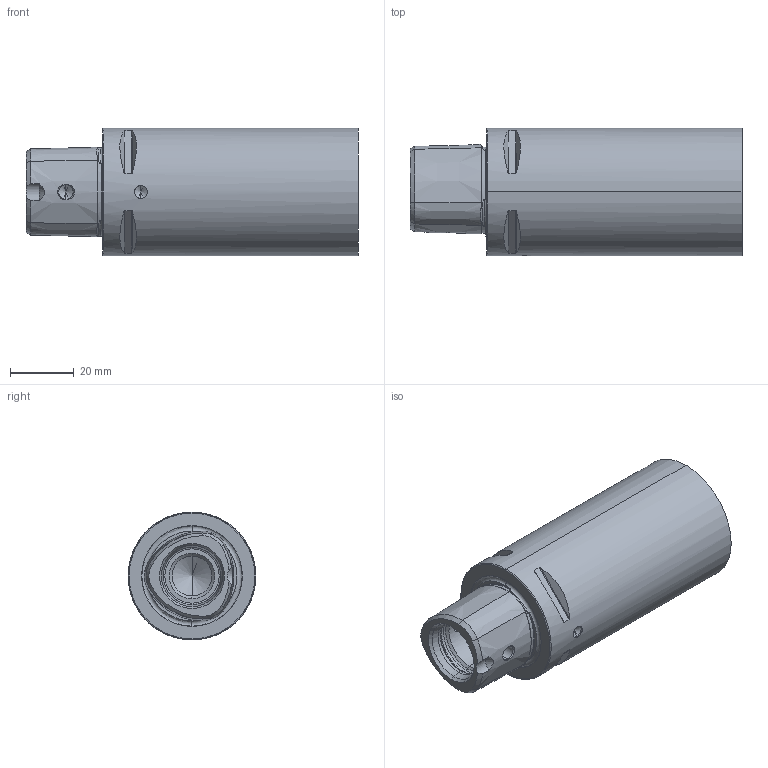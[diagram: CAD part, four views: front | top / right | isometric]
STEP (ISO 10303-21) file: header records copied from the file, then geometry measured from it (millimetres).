
FILE_DESCRIPTION (( 'STEP AP214' ), '1' );
FILE_NAME ('PS4.Ro4.001.080.STEP', '2024-08-22T14:30:33', ( '' ), ( '' ), 'SwSTEP 2.0', 'SolidWorks 2022', '' );
FILE_SCHEMA (( 'AUTOMOTIVE_DESIGN' ));
Length unit declared in the file: millimetre
Products named in the file (1): PS4.Ro4.001.080
Bounding box: 104 x 40 x 40 mm (x, y, z)
Volume: 107151.6 mm3; surface area: 16414.1 mm2
Topology: 1 solids, 1 shells, 130 faces, 312 edges, 184 vertices
Faces by surface type: cone 50, torus 34, cylinder 27, plane 19
Entity records: 4314 total; most frequent: CARTESIAN_POINT 1359, DIRECTION 614, ORIENTED_EDGE 608, EDGE_CURVE 304, AXIS2_PLACEMENT_3D 265, VERTEX_POINT 184, EDGE_LOOP 140, CIRCLE 134
